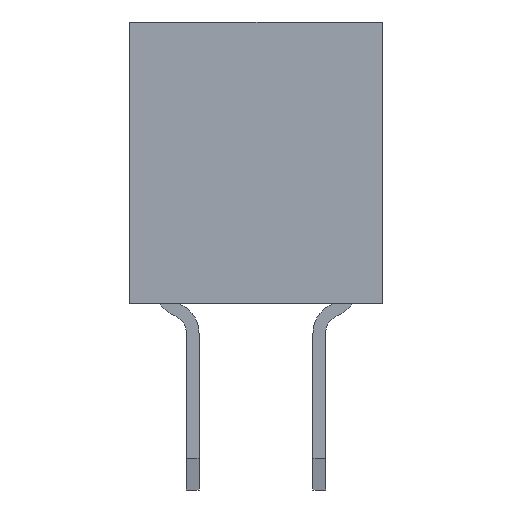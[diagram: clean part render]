
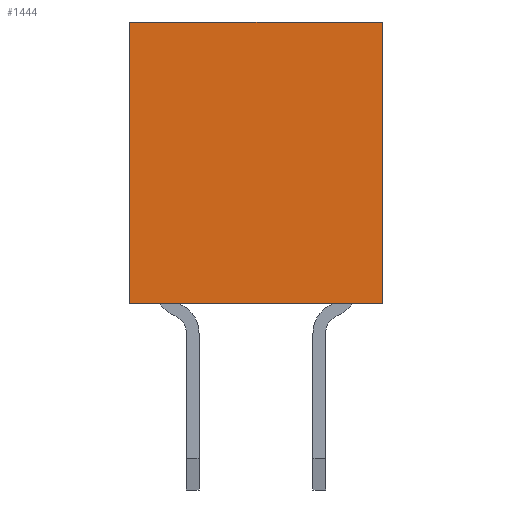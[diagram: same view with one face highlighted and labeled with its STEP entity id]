
A CAD part, left-side view. The second image highlights one B-rep face of the part: STEP entity #1444.
In plain terms, the highlighted planar face has unit normal (-1, 0, 0).
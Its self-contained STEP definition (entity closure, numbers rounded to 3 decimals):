
#37=CARTESIAN_POINT('',(-10.,-2.,-4.45));
#38=VERTEX_POINT('',#37);
#53=CARTESIAN_POINT('',(-10.,-2.,0.));
#54=VERTEX_POINT('',#53);
#61=CARTESIAN_POINT('',(-10.,-2.,0.));
#62=DIRECTION('',(0.,0.,-1.));
#63=VECTOR('',#62,4.45);
#64=LINE('',#61,#63);
#65=EDGE_CURVE('',#54,#38,#64,.T.);
#75=CARTESIAN_POINT('',(-10.,2.,0.));
#76=VERTEX_POINT('',#75);
#77=CARTESIAN_POINT('',(-10.,2.,0.));
#78=DIRECTION('',(0.,-1.,0.));
#79=VECTOR('',#78,4.);
#80=LINE('',#77,#79);
#81=EDGE_CURVE('',#76,#54,#80,.T.);
#1421=CARTESIAN_POINT('',(-10.,0.,-2.225));
#1422=DIRECTION('',(0.,0.,1.));
#1423=DIRECTION('',(-1.,0.,0.));
#1424=AXIS2_PLACEMENT_3D('',#1421,#1423,#1422);
#1425=PLANE('',#1424);
#1426=ORIENTED_EDGE('',*,*,#65,.F.);
#1427=ORIENTED_EDGE('',*,*,#81,.F.);
#1428=CARTESIAN_POINT('',(-10.,2.,-4.45));
#1429=VERTEX_POINT('',#1428);
#1430=CARTESIAN_POINT('',(-10.,2.,-4.45));
#1431=DIRECTION('',(0.,0.,1.));
#1432=VECTOR('',#1431,4.45);
#1433=LINE('',#1430,#1432);
#1434=EDGE_CURVE('',#1429,#76,#1433,.T.);
#1435=ORIENTED_EDGE('',*,*,#1434,.F.);
#1436=CARTESIAN_POINT('',(-10.,2.,-4.45));
#1437=DIRECTION('',(0.,-1.,0.));
#1438=VECTOR('',#1437,4.);
#1439=LINE('',#1436,#1438);
#1440=EDGE_CURVE('',#1429,#38,#1439,.T.);
#1441=ORIENTED_EDGE('',*,*,#1440,.T.);
#1442=EDGE_LOOP('',(#1426,#1427,#1435,#1441));
#1443=FACE_OUTER_BOUND('',#1442,.T.);
#1444=ADVANCED_FACE('',(#1443),#1425,.T.);
